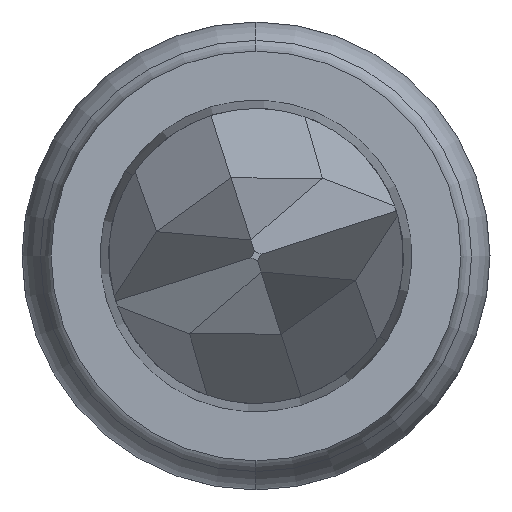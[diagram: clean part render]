
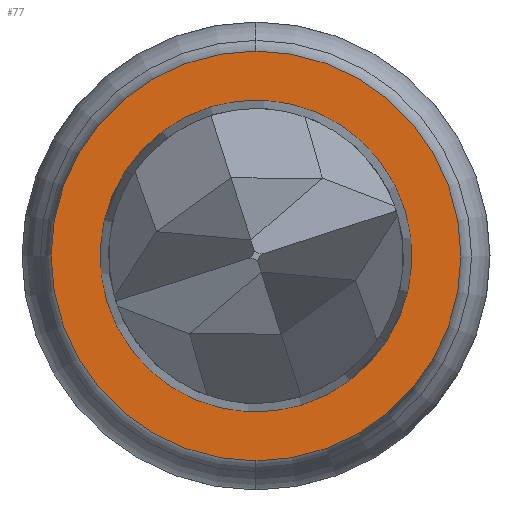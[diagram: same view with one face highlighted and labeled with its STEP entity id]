
A CAD part, left-side view. The second image highlights one B-rep face of the part: STEP entity #77.
In plain terms, the highlighted planar face has unit normal (-1, 0, 0).
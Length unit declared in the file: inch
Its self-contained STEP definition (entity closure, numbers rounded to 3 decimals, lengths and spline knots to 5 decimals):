
#59 = CARTESIAN_POINT ( 'NONE',  ( 0., 0., 0. ) ) ;
#60 = EDGE_CURVE ( 'NONE', #1920, #1901, #1430, .T. ) ;
#77 = ADVANCED_FACE ( 'NONE', ( #821, #1924 ), #1854, .T. ) ;
#87 = DIRECTION ( 'NONE',  ( -1., 0., 0. ) ) ;
#232 = EDGE_LOOP ( 'NONE', ( #307, #1212 ) ) ;
#241 = EDGE_LOOP ( 'NONE', ( #1602, #790 ) ) ;
#263 = AXIS2_PLACEMENT_3D ( 'NONE', #59, #471, #1072 ) ;
#287 = EDGE_CURVE ( 'NONE', #475, #1862, #1233, .T. ) ;
#307 = ORIENTED_EDGE ( 'NONE', *, *, #287, .F. ) ;
#325 = EDGE_CURVE ( 'NONE', #1862, #475, #1956, .T. ) ;
#358 = AXIS2_PLACEMENT_3D ( 'NONE', #1743, #1737, #1727 ) ;
#471 = DIRECTION ( 'NONE',  ( 1., 0., 0. ) ) ;
#475 = VERTEX_POINT ( 'NONE', #610 ) ;
#478 = CARTESIAN_POINT ( 'NONE',  ( 0., 0., 0. ) ) ;
#610 = CARTESIAN_POINT ( 'NONE',  ( 0., 0., -0.0176 ) ) ;
#722 = CARTESIAN_POINT ( 'NONE',  ( 0., -0.01121, -0.00732 ) ) ;
#770 = DIRECTION ( 'NONE',  ( 0., 0., -1. ) ) ;
#790 = ORIENTED_EDGE ( 'NONE', *, *, #1484, .F. ) ;
#821 = FACE_BOUND ( 'NONE', #241, .T. ) ;
#847 = DIRECTION ( 'NONE',  ( 1., 0., 0. ) ) ;
#913 = CARTESIAN_POINT ( 'NONE',  ( 0., 0.01121, 0.00732 ) ) ;
#1046 = AXIS2_PLACEMENT_3D ( 'NONE', #1806, #1877, #1911 ) ;
#1072 = DIRECTION ( 'NONE',  ( 0., 0., -1. ) ) ;
#1169 = DIRECTION ( 'NONE',  ( 0., 0., 1. ) ) ;
#1212 = ORIENTED_EDGE ( 'NONE', *, *, #325, .F. ) ;
#1233 = CIRCLE ( 'NONE', #1941, 0.0176 ) ;
#1260 = CIRCLE ( 'NONE', #1533, 0.01339 ) ;
#1290 = CARTESIAN_POINT ( 'NONE',  ( 0., 0., 0.0176 ) ) ;
#1430 = CIRCLE ( 'NONE', #1046, 0.01339 ) ;
#1484 = EDGE_CURVE ( 'NONE', #1901, #1920, #1260, .T. ) ;
#1488 = CARTESIAN_POINT ( 'NONE',  ( 0., 0., 0. ) ) ;
#1533 = AXIS2_PLACEMENT_3D ( 'NONE', #1488, #87, #1169 ) ;
#1602 = ORIENTED_EDGE ( 'NONE', *, *, #60, .F. ) ;
#1727 = DIRECTION ( 'NONE',  ( 0., 0., 1. ) ) ;
#1737 = DIRECTION ( 'NONE',  ( -1., 0., 0. ) ) ;
#1743 = CARTESIAN_POINT ( 'NONE',  ( 0., 0.0165, 0. ) ) ;
#1806 = CARTESIAN_POINT ( 'NONE',  ( 0., 0., 0. ) ) ;
#1854 = PLANE ( 'NONE',  #358 ) ;
#1862 = VERTEX_POINT ( 'NONE', #1290 ) ;
#1877 = DIRECTION ( 'NONE',  ( -1., 0., 0. ) ) ;
#1901 = VERTEX_POINT ( 'NONE', #913 ) ;
#1911 = DIRECTION ( 'NONE',  ( 0., 0., 1. ) ) ;
#1920 = VERTEX_POINT ( 'NONE', #722 ) ;
#1924 = FACE_OUTER_BOUND ( 'NONE', #232, .T. ) ;
#1941 = AXIS2_PLACEMENT_3D ( 'NONE', #478, #847, #770 ) ;
#1956 = CIRCLE ( 'NONE', #263, 0.0176 ) ;
